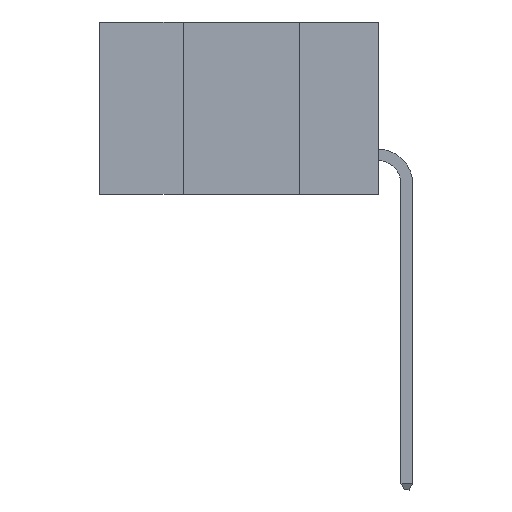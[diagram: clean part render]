
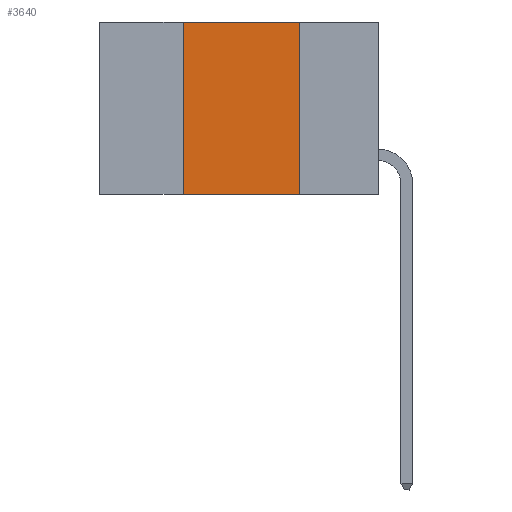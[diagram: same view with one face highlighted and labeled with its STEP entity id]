
A CAD part, left-side view. The second image highlights one B-rep face of the part: STEP entity #3640.
In plain terms, the highlighted planar face has unit normal (-1, 0, 0).
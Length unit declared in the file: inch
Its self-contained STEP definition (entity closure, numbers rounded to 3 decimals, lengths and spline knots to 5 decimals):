
#35 = VERTEX_POINT ( 'NONE', #928 ) ;
#258 = CARTESIAN_POINT ( 'NONE',  ( 0., 0.42, -0.37 ) ) ;
#666 = CARTESIAN_POINT ( 'NONE',  ( 0., 0.17, 0. ) ) ;
#928 = CARTESIAN_POINT ( 'NONE',  ( 0., 0.17, -0.37 ) ) ;
#929 = VECTOR ( 'NONE', #1472, 39.37008 ) ;
#943 = EDGE_LOOP ( 'NONE', ( #1271, #8725, #10744, #7456 ) ) ;
#1106 = DIRECTION ( 'NONE',  ( 1., 0., 0. ) ) ;
#1271 = ORIENTED_EDGE ( 'NONE', *, *, #9031, .F. ) ;
#1387 = AXIS2_PLACEMENT_3D ( 'NONE', #9844, #1106, #2894 ) ;
#1472 = DIRECTION ( 'NONE',  ( 0., -1., 0. ) ) ;
#2894 = DIRECTION ( 'NONE',  ( 0., 0., -1. ) ) ;
#2939 = CARTESIAN_POINT ( 'NONE',  ( 0., 0.42, 0. ) ) ;
#3018 = EDGE_CURVE ( 'NONE', #4247, #35, #8594, .T. ) ;
#3260 = LINE ( 'NONE', #10141, #929 ) ;
#3640 = ADVANCED_FACE ( 'NONE', ( #4529 ), #7161, .F. ) ;
#3721 = VECTOR ( 'NONE', #9308, 39.37008 ) ;
#4247 = VERTEX_POINT ( 'NONE', #258 ) ;
#4285 = EDGE_CURVE ( 'NONE', #4247, #7220, #8154, .T. ) ;
#4529 = FACE_OUTER_BOUND ( 'NONE', #943, .T. ) ;
#4869 = CARTESIAN_POINT ( 'NONE',  ( 0., 0.17, 0. ) ) ;
#4960 = VECTOR ( 'NONE', #6200, 39.37008 ) ;
#6115 = VECTOR ( 'NONE', #10758, 39.37008 ) ;
#6200 = DIRECTION ( 'NONE',  ( 0., -1., 0. ) ) ;
#6516 = EDGE_CURVE ( 'NONE', #7220, #10662, #3260, .T. ) ;
#7161 = PLANE ( 'NONE',  #1387 ) ;
#7220 = VERTEX_POINT ( 'NONE', #10165 ) ;
#7456 = ORIENTED_EDGE ( 'NONE', *, *, #3018, .T. ) ;
#7936 = CARTESIAN_POINT ( 'NONE',  ( 0., 0.6, -0.37 ) ) ;
#8154 = LINE ( 'NONE', #2939, #6115 ) ;
#8594 = LINE ( 'NONE', #7936, #4960 ) ;
#8725 = ORIENTED_EDGE ( 'NONE', *, *, #6516, .F. ) ;
#8832 = LINE ( 'NONE', #4869, #3721 ) ;
#9031 = EDGE_CURVE ( 'NONE', #10662, #35, #8832, .T. ) ;
#9308 = DIRECTION ( 'NONE',  ( 0., 0., -1. ) ) ;
#9844 = CARTESIAN_POINT ( 'NONE',  ( 0., 0.6, 0. ) ) ;
#10141 = CARTESIAN_POINT ( 'NONE',  ( 0., 0.6, 0. ) ) ;
#10165 = CARTESIAN_POINT ( 'NONE',  ( 0., 0.42, 0. ) ) ;
#10662 = VERTEX_POINT ( 'NONE', #666 ) ;
#10744 = ORIENTED_EDGE ( 'NONE', *, *, #4285, .F. ) ;
#10758 = DIRECTION ( 'NONE',  ( 0., 0., 1. ) ) ;
